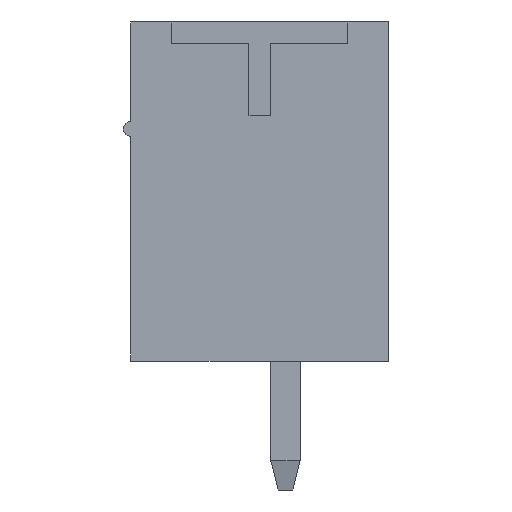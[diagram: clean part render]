
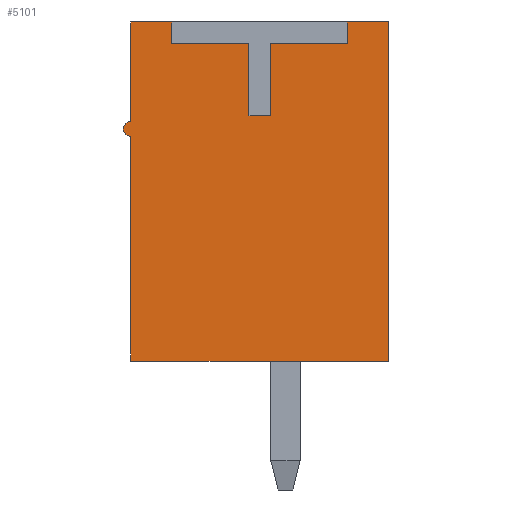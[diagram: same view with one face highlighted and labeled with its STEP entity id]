
A CAD part, left-side view. The second image highlights one B-rep face of the part: STEP entity #5101.
In plain terms, the highlighted planar face has unit normal (-1, 0, 0).
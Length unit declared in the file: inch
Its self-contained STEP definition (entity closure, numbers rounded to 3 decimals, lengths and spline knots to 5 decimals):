
#28 = DIRECTION ( 'NONE',  ( 0., 0., -1. ) ) ;
#51 = LINE ( 'NONE', #5350, #4199 ) ;
#109 = EDGE_CURVE ( 'NONE', #5396, #4804, #1927, .T. ) ;
#138 = ORIENTED_EDGE ( 'NONE', *, *, #5286, .F. ) ;
#151 = EDGE_CURVE ( 'NONE', #5221, #489, #2921, .T. ) ;
#219 = EDGE_CURVE ( 'NONE', #1838, #1240, #1015, .T. ) ;
#254 = CARTESIAN_POINT ( 'NONE',  ( -0.29724, 0.13386, 0. ) ) ;
#327 = VERTEX_POINT ( 'NONE', #1641 ) ;
#419 = VECTOR ( 'NONE', #2061, 39.37008 ) ;
#430 = EDGE_CURVE ( 'NONE', #1521, #5713, #3817, .T. ) ;
#479 = EDGE_CURVE ( 'NONE', #814, #327, #5449, .T. ) ;
#489 = VERTEX_POINT ( 'NONE', #3262 ) ;
#520 = DIRECTION ( 'NONE',  ( 0., 1., 0. ) ) ;
#526 = DIRECTION ( 'NONE',  ( 1., 0., 0. ) ) ;
#530 = EDGE_CURVE ( 'NONE', #1152, #3496, #3985, .T. ) ;
#604 = DIRECTION ( 'NONE',  ( 0., 0., 1. ) ) ;
#651 = ORIENTED_EDGE ( 'NONE', *, *, #5032, .F. ) ;
#750 = CARTESIAN_POINT ( 'NONE',  ( -0.29724, 0., 0.0811 ) ) ;
#814 = VERTEX_POINT ( 'NONE', #4908 ) ;
#817 = DIRECTION ( 'NONE',  ( 0., 0., 1. ) ) ;
#832 = CARTESIAN_POINT ( 'NONE',  ( -0.29724, 0.14173, 0.1811 ) ) ;
#920 = DIRECTION ( 'NONE',  ( 0., -1., 0. ) ) ;
#1015 = LINE ( 'NONE', #3644, #419 ) ;
#1152 = VERTEX_POINT ( 'NONE', #5363 ) ;
#1182 = VECTOR ( 'NONE', #817, 39.37008 ) ;
#1195 = CARTESIAN_POINT ( 'NONE',  ( -0.29724, 0.13386, 0.05906 ) ) ;
#1240 = VERTEX_POINT ( 'NONE', #1195 ) ;
#1275 = CARTESIAN_POINT ( 'NONE',  ( -0.29724, -0.14173, -0.1811 ) ) ;
#1284 = CARTESIAN_POINT ( 'NONE',  ( -0.29724, -0.01535, 0.0811 ) ) ;
#1305 = EDGE_CURVE ( 'NONE', #327, #5396, #3376, .T. ) ;
#1312 = EDGE_CURVE ( 'NONE', #4804, #1521, #2345, .T. ) ;
#1346 = CARTESIAN_POINT ( 'NONE',  ( -0.29724, -0.14173, 0.1811 ) ) ;
#1443 = DIRECTION ( 'NONE',  ( 0., 0., 1. ) ) ;
#1447 = EDGE_CURVE ( 'NONE', #2140, #4736, #51, .T. ) ;
#1518 = VECTOR ( 'NONE', #3585, 39.37008 ) ;
#1521 = VERTEX_POINT ( 'NONE', #1284 ) ;
#1603 = CARTESIAN_POINT ( 'NONE',  ( -0.29724, 0.13386, 0.06693 ) ) ;
#1641 = CARTESIAN_POINT ( 'NONE',  ( -0.29724, 0.08976, 0.15827 ) ) ;
#1838 = VERTEX_POINT ( 'NONE', #4739 ) ;
#1904 = LINE ( 'NONE', #5601, #3442 ) ;
#1927 = LINE ( 'NONE', #4061, #1518 ) ;
#1986 = CARTESIAN_POINT ( 'NONE',  ( -0.29724, -0.01535, 0.15827 ) ) ;
#1991 = VECTOR ( 'NONE', #6088, 39.37008 ) ;
#2061 = DIRECTION ( 'NONE',  ( 0., 0., 1. ) ) ;
#2102 = FACE_OUTER_BOUND ( 'NONE', #4504, .T. ) ;
#2117 = EDGE_CURVE ( 'NONE', #4736, #489, #3384, .T. ) ;
#2140 = VERTEX_POINT ( 'NONE', #1275 ) ;
#2145 = AXIS2_PLACEMENT_3D ( 'NONE', #1603, #526, #4158 ) ;
#2193 = CARTESIAN_POINT ( 'NONE',  ( -0.29724, -0.01535, 0. ) ) ;
#2250 = ORIENTED_EDGE ( 'NONE', *, *, #219, .F. ) ;
#2345 = LINE ( 'NONE', #750, #6767 ) ;
#2402 = CARTESIAN_POINT ( 'NONE',  ( -0.29724, -0.09764, 0. ) ) ;
#2489 = ORIENTED_EDGE ( 'NONE', *, *, #109, .F. ) ;
#2810 = EDGE_CURVE ( 'NONE', #1240, #1152, #3415, .T. ) ;
#2811 = CARTESIAN_POINT ( 'NONE',  ( -0.29724, 0.08976, 0. ) ) ;
#2921 = LINE ( 'NONE', #2402, #1182 ) ;
#2927 = ORIENTED_EDGE ( 'NONE', *, *, #2117, .T. ) ;
#2936 = DIRECTION ( 'NONE',  ( 0., 1., 0. ) ) ;
#2958 = CARTESIAN_POINT ( 'NONE',  ( -0.29724, 0.13386, 0.1811 ) ) ;
#3019 = DIRECTION ( 'NONE',  ( 0., 0., 1. ) ) ;
#3240 = DIRECTION ( 'NONE',  ( 1., 0., 0. ) ) ;
#3262 = CARTESIAN_POINT ( 'NONE',  ( -0.29724, -0.09764, 0.1811 ) ) ;
#3376 = LINE ( 'NONE', #5070, #1991 ) ;
#3384 = LINE ( 'NONE', #832, #5958 ) ;
#3415 = CIRCLE ( 'NONE', #2145, 0.00787 ) ;
#3442 = VECTOR ( 'NONE', #5388, 39.37008 ) ;
#3496 = VERTEX_POINT ( 'NONE', #2958 ) ;
#3508 = VECTOR ( 'NONE', #4917, 39.37008 ) ;
#3513 = VECTOR ( 'NONE', #3019, 39.37008 ) ;
#3585 = DIRECTION ( 'NONE',  ( 0., 0., -1. ) ) ;
#3631 = ORIENTED_EDGE ( 'NONE', *, *, #479, .F. ) ;
#3641 = ORIENTED_EDGE ( 'NONE', *, *, #1447, .T. ) ;
#3644 = CARTESIAN_POINT ( 'NONE',  ( -0.29724, 0.13386, 0. ) ) ;
#3757 = ORIENTED_EDGE ( 'NONE', *, *, #151, .F. ) ;
#3797 = CARTESIAN_POINT ( 'NONE',  ( -0.29724, 0., 0. ) ) ;
#3817 = LINE ( 'NONE', #2193, #4718 ) ;
#3985 = LINE ( 'NONE', #254, #3513 ) ;
#4061 = CARTESIAN_POINT ( 'NONE',  ( -0.29724, 0.00748, 0. ) ) ;
#4158 = DIRECTION ( 'NONE',  ( 0., 0., 1. ) ) ;
#4199 = VECTOR ( 'NONE', #1443, 39.37008 ) ;
#4211 = PLANE ( 'NONE',  #6335 ) ;
#4380 = CARTESIAN_POINT ( 'NONE',  ( -0.29724, 0.00748, 0.0811 ) ) ;
#4422 = EDGE_CURVE ( 'NONE', #814, #3496, #5262, .T. ) ;
#4504 = EDGE_LOOP ( 'NONE', ( #3757, #138, #4855, #6844, #2489, #5417, #3631, #6363, #5365, #6564, #2250, #651, #3641, #2927 ) ) ;
#4659 = VECTOR ( 'NONE', #920, 39.37008 ) ;
#4717 = CARTESIAN_POINT ( 'NONE',  ( -0.29724, 0.00748, 0.15827 ) ) ;
#4718 = VECTOR ( 'NONE', #604, 39.37008 ) ;
#4736 = VERTEX_POINT ( 'NONE', #1346 ) ;
#4739 = CARTESIAN_POINT ( 'NONE',  ( -0.29724, 0.13386, -0.1811 ) ) ;
#4804 = VERTEX_POINT ( 'NONE', #4380 ) ;
#4855 = ORIENTED_EDGE ( 'NONE', *, *, #430, .F. ) ;
#4908 = CARTESIAN_POINT ( 'NONE',  ( -0.29724, 0.08976, 0.1811 ) ) ;
#4917 = DIRECTION ( 'NONE',  ( 0., 0., -1. ) ) ;
#5032 = EDGE_CURVE ( 'NONE', #2140, #1838, #1904, .T. ) ;
#5070 = CARTESIAN_POINT ( 'NONE',  ( -0.29724, 0., 0.15827 ) ) ;
#5101 = ADVANCED_FACE ( 'NONE', ( #2102 ), #4211, .F. ) ;
#5221 = VERTEX_POINT ( 'NONE', #6545 ) ;
#5262 = LINE ( 'NONE', #6279, #5877 ) ;
#5286 = EDGE_CURVE ( 'NONE', #5713, #5221, #6725, .T. ) ;
#5350 = CARTESIAN_POINT ( 'NONE',  ( -0.29724, -0.14173, 0.1811 ) ) ;
#5363 = CARTESIAN_POINT ( 'NONE',  ( -0.29724, 0.13386, 0.0748 ) ) ;
#5365 = ORIENTED_EDGE ( 'NONE', *, *, #530, .F. ) ;
#5388 = DIRECTION ( 'NONE',  ( 0., 1., 0. ) ) ;
#5396 = VERTEX_POINT ( 'NONE', #4717 ) ;
#5417 = ORIENTED_EDGE ( 'NONE', *, *, #1305, .F. ) ;
#5449 = LINE ( 'NONE', #2811, #3508 ) ;
#5601 = CARTESIAN_POINT ( 'NONE',  ( -0.29724, 0., -0.1811 ) ) ;
#5700 = CARTESIAN_POINT ( 'NONE',  ( -0.29724, 0., 0.15827 ) ) ;
#5713 = VERTEX_POINT ( 'NONE', #1986 ) ;
#5877 = VECTOR ( 'NONE', #520, 39.37008 ) ;
#5958 = VECTOR ( 'NONE', #2936, 39.37008 ) ;
#6088 = DIRECTION ( 'NONE',  ( 0., -1., 0. ) ) ;
#6279 = CARTESIAN_POINT ( 'NONE',  ( -0.29724, 0.14173, 0.1811 ) ) ;
#6335 = AXIS2_PLACEMENT_3D ( 'NONE', #3797, #3240, #28 ) ;
#6363 = ORIENTED_EDGE ( 'NONE', *, *, #4422, .T. ) ;
#6545 = CARTESIAN_POINT ( 'NONE',  ( -0.29724, -0.09764, 0.15827 ) ) ;
#6552 = DIRECTION ( 'NONE',  ( 0., -1., 0. ) ) ;
#6564 = ORIENTED_EDGE ( 'NONE', *, *, #2810, .F. ) ;
#6725 = LINE ( 'NONE', #5700, #4659 ) ;
#6767 = VECTOR ( 'NONE', #6552, 39.37008 ) ;
#6844 = ORIENTED_EDGE ( 'NONE', *, *, #1312, .F. ) ;
